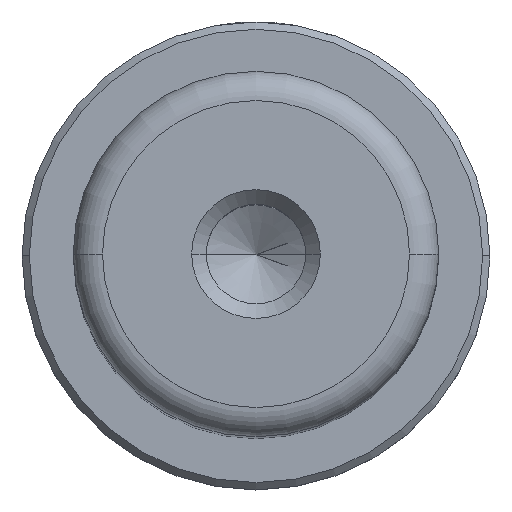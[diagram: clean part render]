
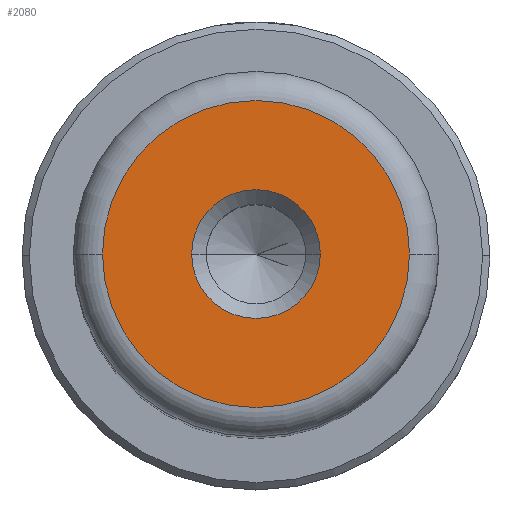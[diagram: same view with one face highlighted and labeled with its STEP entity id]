
A CAD part, top view. The second image highlights one B-rep face of the part: STEP entity #2080.
In plain terms, the highlighted planar face has unit normal (0, 0, 1).
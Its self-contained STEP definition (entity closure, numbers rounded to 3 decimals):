
#35 = VERTEX_POINT ( 'NONE', #570 ) ;
#63 = CARTESIAN_POINT ( 'NONE',  ( 0., 0., 96. ) ) ;
#87 = EDGE_LOOP ( 'NONE', ( #1959, #1469 ) ) ;
#179 = ORIENTED_EDGE ( 'NONE', *, *, #1119, .T. ) ;
#189 = AXIS2_PLACEMENT_3D ( 'NONE', #1527, #537, #1680 ) ;
#225 = DIRECTION ( 'NONE',  ( 1., 0., 0. ) ) ;
#271 = EDGE_CURVE ( 'NONE', #847, #389, #475, .T. ) ;
#302 = CARTESIAN_POINT ( 'NONE',  ( 10.5, 0., 96. ) ) ;
#326 = DIRECTION ( 'NONE',  ( 1., 0., 0. ) ) ;
#331 = CARTESIAN_POINT ( 'NONE',  ( -4.4, 0., 96. ) ) ;
#341 = DIRECTION ( 'NONE',  ( 0., 0., -1. ) ) ;
#363 = CARTESIAN_POINT ( 'NONE',  ( 0., 0., 96. ) ) ;
#382 = AXIS2_PLACEMENT_3D ( 'NONE', #1102, #423, #1585 ) ;
#389 = VERTEX_POINT ( 'NONE', #1393 ) ;
#423 = DIRECTION ( 'NONE',  ( 0., 0., 1. ) ) ;
#475 = CIRCLE ( 'NONE', #1651, 4.4 ) ;
#537 = DIRECTION ( 'NONE',  ( 0., 0., -1. ) ) ;
#570 = CARTESIAN_POINT ( 'NONE',  ( -10.5, 0., 96. ) ) ;
#607 = CIRCLE ( 'NONE', #189, 4.4 ) ;
#637 = CARTESIAN_POINT ( 'NONE',  ( 0., 0., 96. ) ) ;
#808 = DIRECTION ( 'NONE',  ( 1., 0., 0. ) ) ;
#847 = VERTEX_POINT ( 'NONE', #331 ) ;
#867 = CIRCLE ( 'NONE', #1155, 10.5 ) ;
#962 = AXIS2_PLACEMENT_3D ( 'NONE', #63, #1248, #225 ) ;
#1102 = CARTESIAN_POINT ( 'NONE',  ( 0., 0., 96. ) ) ;
#1119 = EDGE_CURVE ( 'NONE', #35, #1375, #1633, .T. ) ;
#1155 = AXIS2_PLACEMENT_3D ( 'NONE', #637, #1758, #808 ) ;
#1209 = EDGE_LOOP ( 'NONE', ( #1331, #179 ) ) ;
#1248 = DIRECTION ( 'NONE',  ( 0., 0., 1. ) ) ;
#1331 = ORIENTED_EDGE ( 'NONE', *, *, #1653, .T. ) ;
#1375 = VERTEX_POINT ( 'NONE', #302 ) ;
#1393 = CARTESIAN_POINT ( 'NONE',  ( 4.4, 0., 96. ) ) ;
#1419 = PLANE ( 'NONE',  #382 ) ;
#1469 = ORIENTED_EDGE ( 'NONE', *, *, #271, .T. ) ;
#1527 = CARTESIAN_POINT ( 'NONE',  ( 0., 0., 96. ) ) ;
#1585 = DIRECTION ( 'NONE',  ( 1., 0., 0. ) ) ;
#1633 = CIRCLE ( 'NONE', #962, 10.5 ) ;
#1651 = AXIS2_PLACEMENT_3D ( 'NONE', #363, #341, #326 ) ;
#1653 = EDGE_CURVE ( 'NONE', #1375, #35, #867, .T. ) ;
#1680 = DIRECTION ( 'NONE',  ( 1., 0., 0. ) ) ;
#1758 = DIRECTION ( 'NONE',  ( 0., 0., 1. ) ) ;
#1764 = FACE_OUTER_BOUND ( 'NONE', #1209, .T. ) ;
#1864 = FACE_BOUND ( 'NONE', #87, .T. ) ;
#1881 = EDGE_CURVE ( 'NONE', #389, #847, #607, .T. ) ;
#1959 = ORIENTED_EDGE ( 'NONE', *, *, #1881, .T. ) ;
#2080 = ADVANCED_FACE ( 'NONE', ( #1864, #1764 ), #1419, .T. ) ;
